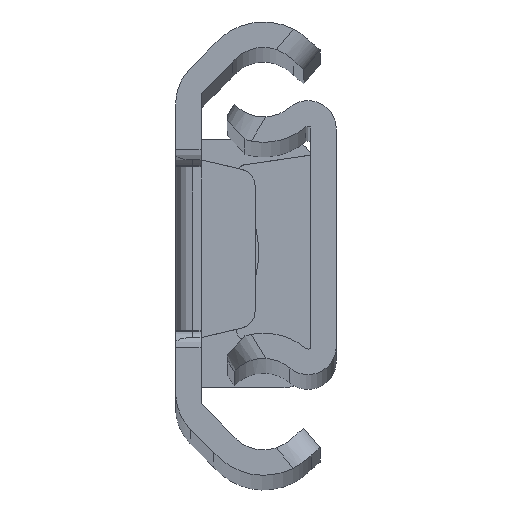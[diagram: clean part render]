
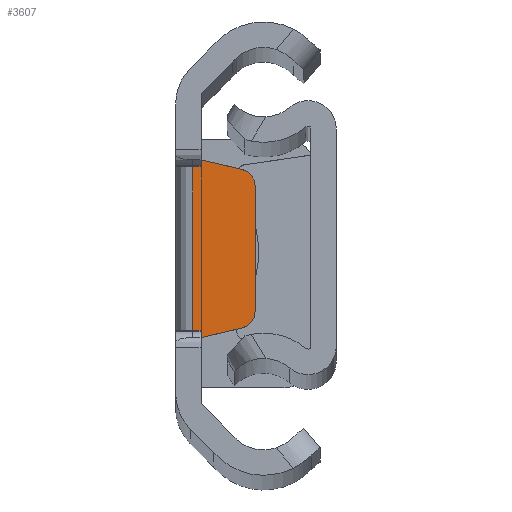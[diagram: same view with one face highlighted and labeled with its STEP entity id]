
A CAD part, top view. The second image highlights one B-rep face of the part: STEP entity #3607.
In plain terms, the highlighted planar face has unit normal (0, 0, 1).
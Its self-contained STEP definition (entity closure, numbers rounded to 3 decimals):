
#112 = AXIS2_PLACEMENT_3D ( 'NONE', #773, #291, #1821 ) ;
#116 = DIRECTION ( 'NONE',  ( 0., -1., 0. ) ) ;
#145 = CARTESIAN_POINT ( 'NONE',  ( 0., -5.25, -2.484 ) ) ;
#257 = DIRECTION ( 'NONE',  ( 0., 0., 1. ) ) ;
#291 = DIRECTION ( 'NONE',  ( 0., 0., 1. ) ) ;
#296 = ORIENTED_EDGE ( 'NONE', *, *, #4566, .T. ) ;
#435 = ORIENTED_EDGE ( 'NONE', *, *, #4006, .T. ) ;
#537 = DIRECTION ( 'NONE',  ( 1., 0., 0. ) ) ;
#611 = EDGE_CURVE ( 'NONE', #1899, #3768, #1450, .T. ) ;
#645 = CARTESIAN_POINT ( 'NONE',  ( -10., 5.25, -2.484 ) ) ;
#673 = DIRECTION ( 'NONE',  ( -1., 0., 0. ) ) ;
#685 = LINE ( 'NONE', #4895, #848 ) ;
#745 = CARTESIAN_POINT ( 'NONE',  ( -10., 5.25, -2.484 ) ) ;
#773 = CARTESIAN_POINT ( 'NONE',  ( 2.2, -3.707, -2.484 ) ) ;
#781 = VERTEX_POINT ( 'NONE', #1753 ) ;
#811 = FACE_OUTER_BOUND ( 'NONE', #4141, .T. ) ;
#848 = VECTOR ( 'NONE', #3796, 1000. ) ;
#1069 = ORIENTED_EDGE ( 'NONE', *, *, #611, .T. ) ;
#1093 = DIRECTION ( 'NONE',  ( -1., 0., 0. ) ) ;
#1108 = CARTESIAN_POINT ( 'NONE',  ( 3.2, 4.5, -2.484 ) ) ;
#1130 = ORIENTED_EDGE ( 'NONE', *, *, #3979, .T. ) ;
#1149 = VECTOR ( 'NONE', #2950, 1000. ) ;
#1151 = CARTESIAN_POINT ( 'NONE',  ( 3.2, 3.707, -2.484 ) ) ;
#1171 = VERTEX_POINT ( 'NONE', #3110 ) ;
#1216 = AXIS2_PLACEMENT_3D ( 'NONE', #2599, #257, #1093 ) ;
#1235 = CIRCLE ( 'NONE', #112, 1. ) ;
#1420 = LINE ( 'NONE', #2928, #1149 ) ;
#1450 = CIRCLE ( 'NONE', #1216, 1. ) ;
#1479 = EDGE_CURVE ( 'NONE', #1171, #1899, #3018, .T. ) ;
#1499 = DIRECTION ( 'NONE',  ( 1., 0., 0. ) ) ;
#1561 = VERTEX_POINT ( 'NONE', #3180 ) ;
#1600 = VERTEX_POINT ( 'NONE', #145 ) ;
#1753 = CARTESIAN_POINT ( 'NONE',  ( -0.5, 5.25, -2.484 ) ) ;
#1821 = DIRECTION ( 'NONE',  ( -1., 0., 0. ) ) ;
#1899 = VERTEX_POINT ( 'NONE', #1151 ) ;
#1927 = ORIENTED_EDGE ( 'NONE', *, *, #1479, .T. ) ;
#2030 = LINE ( 'NONE', #2797, #4763 ) ;
#2055 = CARTESIAN_POINT ( 'NONE',  ( -10., -5.25, -2.484 ) ) ;
#2156 = EDGE_CURVE ( 'NONE', #1600, #3364, #1420, .T. ) ;
#2575 = LINE ( 'NONE', #745, #2758 ) ;
#2599 = CARTESIAN_POINT ( 'NONE',  ( 2.2, 3.707, -2.484 ) ) ;
#2750 = VERTEX_POINT ( 'NONE', #3977 ) ;
#2758 = VECTOR ( 'NONE', #1499, 1000. ) ;
#2797 = CARTESIAN_POINT ( 'NONE',  ( -0.5, -5.25, -2.484 ) ) ;
#2928 = CARTESIAN_POINT ( 'NONE',  ( 3.2, -4.5, -2.484 ) ) ;
#2949 = ORIENTED_EDGE ( 'NONE', *, *, #2156, .T. ) ;
#2950 = DIRECTION ( 'NONE',  ( 0.974, 0.228, 0. ) ) ;
#3018 = LINE ( 'NONE', #1108, #4266 ) ;
#3109 = ORIENTED_EDGE ( 'NONE', *, *, #4206, .F. ) ;
#3110 = CARTESIAN_POINT ( 'NONE',  ( 3.2, -3.707, -2.484 ) ) ;
#3180 = CARTESIAN_POINT ( 'NONE',  ( 0., 5.25, -2.484 ) ) ;
#3279 = DIRECTION ( 'NONE',  ( 0., 0., -1. ) ) ;
#3354 = PLANE ( 'NONE',  #3638 ) ;
#3364 = VERTEX_POINT ( 'NONE', #3681 ) ;
#3456 = EDGE_CURVE ( 'NONE', #3768, #1561, #685, .T. ) ;
#3607 = ADVANCED_FACE ( 'NONE', ( #811 ), #3354, .F. ) ;
#3638 = AXIS2_PLACEMENT_3D ( 'NONE', #645, #3279, #673 ) ;
#3681 = CARTESIAN_POINT ( 'NONE',  ( 2.428, -4.681, -2.484 ) ) ;
#3768 = VERTEX_POINT ( 'NONE', #3813 ) ;
#3796 = DIRECTION ( 'NONE',  ( -0.974, 0.228, 0. ) ) ;
#3813 = CARTESIAN_POINT ( 'NONE',  ( 2.428, 4.681, -2.484 ) ) ;
#3977 = CARTESIAN_POINT ( 'NONE',  ( -0.5, -5.25, -2.484 ) ) ;
#3979 = EDGE_CURVE ( 'NONE', #781, #2750, #2030, .T. ) ;
#4006 = EDGE_CURVE ( 'NONE', #2750, #1600, #4320, .T. ) ;
#4141 = EDGE_LOOP ( 'NONE', ( #3109, #1130, #435, #2949, #296, #1927, #1069, #4751 ) ) ;
#4206 = EDGE_CURVE ( 'NONE', #781, #1561, #2575, .T. ) ;
#4213 = DIRECTION ( 'NONE',  ( 0., 1., 0. ) ) ;
#4266 = VECTOR ( 'NONE', #4213, 1000. ) ;
#4320 = LINE ( 'NONE', #2055, #4440 ) ;
#4440 = VECTOR ( 'NONE', #537, 1000. ) ;
#4566 = EDGE_CURVE ( 'NONE', #3364, #1171, #1235, .T. ) ;
#4751 = ORIENTED_EDGE ( 'NONE', *, *, #3456, .T. ) ;
#4763 = VECTOR ( 'NONE', #116, 1000. ) ;
#4895 = CARTESIAN_POINT ( 'NONE',  ( 0., 5.25, -2.484 ) ) ;
